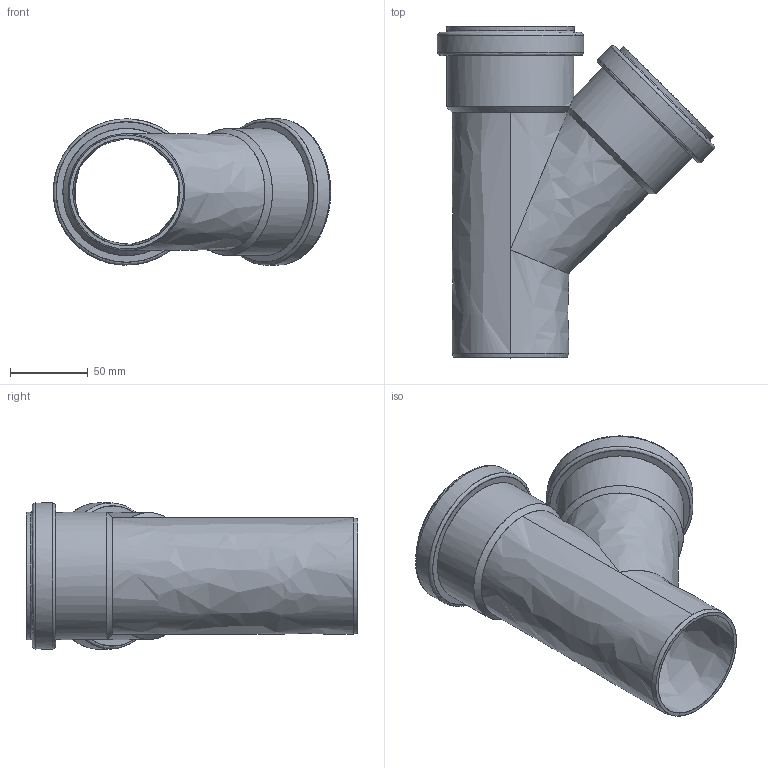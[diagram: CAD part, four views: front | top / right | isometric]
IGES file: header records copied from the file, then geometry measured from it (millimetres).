
Global section: file name: 0880755_D45 75.igs; native system: NX V4.0; preprocessor: UGS NX IGES V4.0; date: 20090715.111348; units: millimetre
Bounding box: 178.47 x 213.5 x 94.1 mm (x, y, z)
Surface area: 170001.2 mm2 (no closed solid volume)
Topology: 0 solids, 0 shells, 95 faces, 1296 edges, 1237 vertices
Faces by surface type: bspline 95
